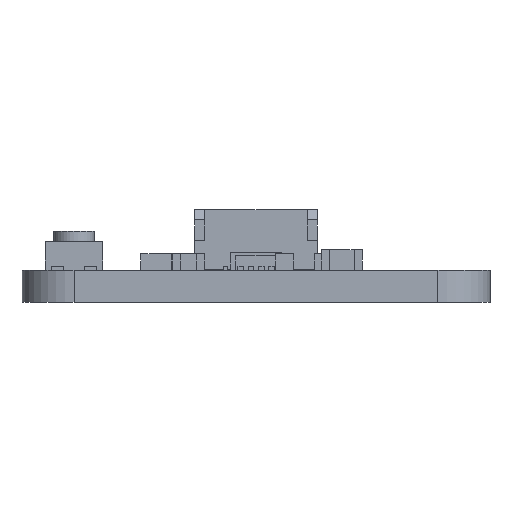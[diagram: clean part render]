
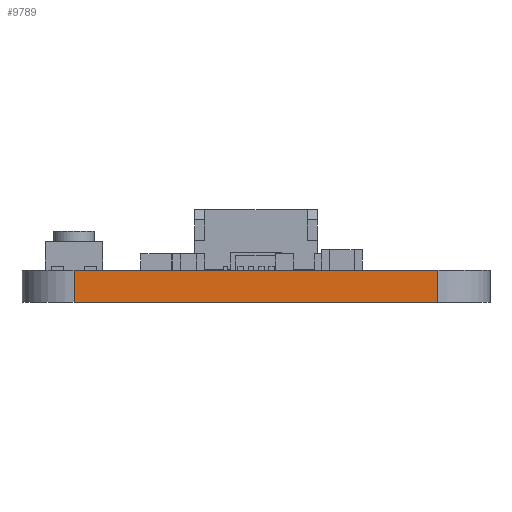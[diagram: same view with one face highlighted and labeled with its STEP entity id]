
A CAD part, left-side view. The second image highlights one B-rep face of the part: STEP entity #9789.
In plain terms, the highlighted planar face has unit normal (-1, 0, 0).
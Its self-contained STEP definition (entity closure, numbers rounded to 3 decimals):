
#334=PLANE('',#10636);
#878=FACE_OUTER_BOUND('',#1429,.T.);
#1429=EDGE_LOOP('',(#7120,#7121,#7122,#7123));
#2191=LINE('',#14336,#3323);
#2192=LINE('',#14338,#3324);
#2193=LINE('',#14340,#3325);
#2194=LINE('',#14341,#3326);
#3323=VECTOR('',#11762,10.);
#3324=VECTOR('',#11763,10.);
#3325=VECTOR('',#11764,10.);
#3326=VECTOR('',#11765,10.);
#4736=VERTEX_POINT('',#14334);
#4737=VERTEX_POINT('',#14335);
#4738=VERTEX_POINT('',#14337);
#4739=VERTEX_POINT('',#14339);
#5707=EDGE_CURVE('',#4736,#4737,#2191,.T.);
#5708=EDGE_CURVE('',#4737,#4738,#2192,.T.);
#5709=EDGE_CURVE('',#4739,#4738,#2193,.T.);
#5710=EDGE_CURVE('',#4736,#4739,#2194,.T.);
#7120=ORIENTED_EDGE('',*,*,#5707,.T.);
#7121=ORIENTED_EDGE('',*,*,#5708,.T.);
#7122=ORIENTED_EDGE('',*,*,#5709,.F.);
#7123=ORIENTED_EDGE('',*,*,#5710,.F.);
#9789=ADVANCED_FACE('',(#878),#334,.T.);
#10636=AXIS2_PLACEMENT_3D('',#14333,#11760,#11761);
#11760=DIRECTION('center_axis',(-1.,0.,0.));
#11761=DIRECTION('ref_axis',(0.,-1.,0.));
#11762=DIRECTION('',(0.,-1.,0.));
#11763=DIRECTION('',(0.,0.,1.));
#11764=DIRECTION('',(0.,-1.,0.));
#11765=DIRECTION('',(0.,0.,1.));
#14333=CARTESIAN_POINT('Origin',(0.,20.32,0.));
#14334=CARTESIAN_POINT('',(0.,20.32,0.));
#14335=CARTESIAN_POINT('',(0.,2.54,0.));
#14336=CARTESIAN_POINT('',(0.,20.32,0.));
#14337=CARTESIAN_POINT('',(0.,2.54,1.57));
#14338=CARTESIAN_POINT('',(0.,2.54,0.));
#14339=CARTESIAN_POINT('',(0.,20.32,1.57));
#14340=CARTESIAN_POINT('',(0.,20.32,1.57));
#14341=CARTESIAN_POINT('',(0.,20.32,0.));
